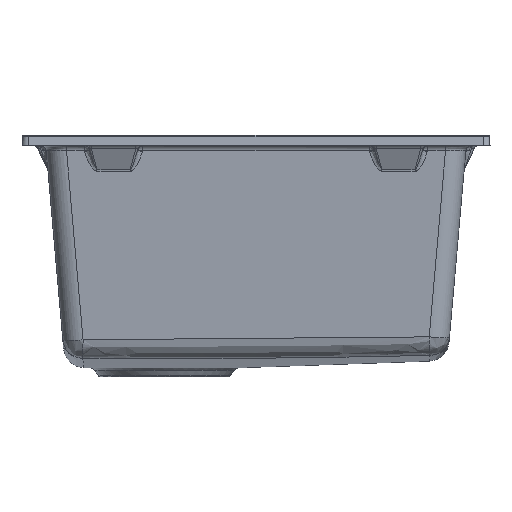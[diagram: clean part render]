
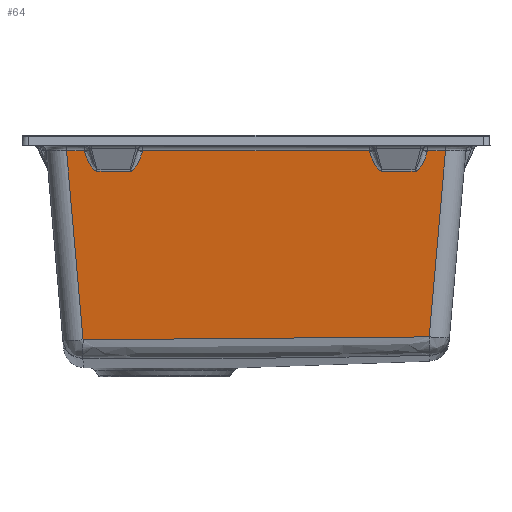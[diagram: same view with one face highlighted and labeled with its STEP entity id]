
A CAD part, left-side view. The second image highlights one B-rep face of the part: STEP entity #64.
In plain terms, the highlighted planar face has unit normal (-0.996, 0, -0.087).
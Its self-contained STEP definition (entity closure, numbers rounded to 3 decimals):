
#64=ADVANCED_FACE('',(#305),#3283,.T.);
#305=FACE_OUTER_BOUND('',#547,.T.);
#547=EDGE_LOOP('',(#949,#950,#951,#952,#953,#954,#955,#956,#957,#958,#959,
#960,#961,#962,#963,#964));
#949=ORIENTED_EDGE('',*,*,#1980,.T.);
#950=ORIENTED_EDGE('',*,*,#2311,.T.);
#951=ORIENTED_EDGE('',*,*,#1981,.T.);
#952=ORIENTED_EDGE('',*,*,#1982,.T.);
#953=ORIENTED_EDGE('',*,*,#1983,.T.);
#954=ORIENTED_EDGE('',*,*,#2305,.T.);
#955=ORIENTED_EDGE('',*,*,#1927,.T.);
#956=ORIENTED_EDGE('',*,*,#2329,.T.);
#957=ORIENTED_EDGE('',*,*,#1984,.T.);
#958=ORIENTED_EDGE('',*,*,#1985,.T.);
#959=ORIENTED_EDGE('',*,*,#1986,.T.);
#960=ORIENTED_EDGE('',*,*,#2323,.T.);
#961=ORIENTED_EDGE('',*,*,#1922,.T.);
#962=ORIENTED_EDGE('',*,*,#2106,.T.);
#963=ORIENTED_EDGE('',*,*,#1987,.T.);
#964=ORIENTED_EDGE('',*,*,#2110,.T.);
#1922=EDGE_CURVE('',#3046,#3047,#2430,.T.);
#1927=EDGE_CURVE('',#3051,#3052,#2433,.T.);
#1980=EDGE_CURVE('',#3119,#3120,#2466,.T.);
#1981=EDGE_CURVE('',#3121,#3122,#2701,.T.);
#1982=EDGE_CURVE('',#3122,#3123,#2467,.T.);
#1983=EDGE_CURVE('',#3123,#3124,#2702,.T.);
#1984=EDGE_CURVE('',#3125,#3126,#2703,.T.);
#1985=EDGE_CURVE('',#3126,#3127,#2468,.T.);
#1986=EDGE_CURVE('',#3127,#3128,#2704,.T.);
#1987=EDGE_CURVE('',#3129,#3130,#2469,.T.);
#2106=EDGE_CURVE('',#3047,#3129,#2516,.T.);
#2110=EDGE_CURVE('',#3130,#3119,#2519,.T.);
#2305=EDGE_CURVE('',#3124,#3051,#2600,.T.);
#2311=EDGE_CURVE('',#3120,#3121,#2602,.T.);
#2323=EDGE_CURVE('',#3128,#3046,#2606,.T.);
#2329=EDGE_CURVE('',#3052,#3125,#2608,.T.);
#2430=B_SPLINE_CURVE_WITH_KNOTS('',1,(#8866,#8867),.UNSPECIFIED.,.F.,.F.,
(2,2),(-17.659,0.),.UNSPECIFIED.);
#2433=B_SPLINE_CURVE_WITH_KNOTS('',1,(#8883,#8884),.UNSPECIFIED.,.F.,.F.,
(2,2),(-222.816,0.),.UNSPECIFIED.);
#2466=B_SPLINE_CURVE_WITH_KNOTS('',1,(#9081,#9082),.UNSPECIFIED.,.F.,.F.,
(2,2),(0.,17.659),.UNSPECIFIED.);
#2467=B_SPLINE_CURVE_WITH_KNOTS('',1,(#9087,#9088),.UNSPECIFIED.,.F.,.F.,
(2,2),(0.,32.596),.UNSPECIFIED.);
#2468=B_SPLINE_CURVE_WITH_KNOTS('',1,(#9097,#9098),.UNSPECIFIED.,.F.,.F.,
(2,2),(0.,32.596),.UNSPECIFIED.);
#2469=B_SPLINE_CURVE_WITH_KNOTS('',3,(#9103,#9104,#9105,#9106,#9107,#9108,
#9109,#9110),.UNSPECIFIED.,.F.,.F.,(4,2,2,4),(0.,85.075,170.149,
340.298),.UNSPECIFIED.);
#2516=B_SPLINE_CURVE_WITH_KNOTS('',1,(#9583,#9584),.UNSPECIFIED.,.F.,.F.,
(2,2),(-187.024,0.),.UNSPECIFIED.);
#2519=B_SPLINE_CURVE_WITH_KNOTS('',1,(#9592,#9593),.UNSPECIFIED.,.F.,.F.,
(2,2),(-184.177,0.),.UNSPECIFIED.);
#2600=B_SPLINE_CURVE_WITH_KNOTS('',1,(#10256,#10257),.UNSPECIFIED.,.F.,
 .F.,(2,2),(-0.642,0.),.UNSPECIFIED.);
#2602=B_SPLINE_CURVE_WITH_KNOTS('',1,(#10274,#10275),.UNSPECIFIED.,.F.,
 .F.,(2,2),(-0.642,0.),.UNSPECIFIED.);
#2606=B_SPLINE_CURVE_WITH_KNOTS('',1,(#10308,#10309),.UNSPECIFIED.,.F.,
 .F.,(2,2),(-0.642,0.),.UNSPECIFIED.);
#2608=B_SPLINE_CURVE_WITH_KNOTS('',1,(#10326,#10327),.UNSPECIFIED.,.F.,
 .F.,(2,2),(-0.642,0.),.UNSPECIFIED.);
#2701=(
BOUNDED_CURVE()
B_SPLINE_CURVE(3,(#9083,#9084,#9085,#9086),.UNSPECIFIED.,.F.,.F.)
B_SPLINE_CURVE_WITH_KNOTS((4,4),(0.,25.466),.UNSPECIFIED.)
CURVE()
GEOMETRIC_REPRESENTATION_ITEM()
RATIONAL_B_SPLINE_CURVE((1.,0.83,0.83,1.))
REPRESENTATION_ITEM('')
);
#2702=(
BOUNDED_CURVE()
B_SPLINE_CURVE(3,(#9089,#9090,#9091,#9092),.UNSPECIFIED.,.F.,.F.)
B_SPLINE_CURVE_WITH_KNOTS((4,4),(0.,25.466),.UNSPECIFIED.)
CURVE()
GEOMETRIC_REPRESENTATION_ITEM()
RATIONAL_B_SPLINE_CURVE((1.,0.83,0.83,1.))
REPRESENTATION_ITEM('')
);
#2703=(
BOUNDED_CURVE()
B_SPLINE_CURVE(3,(#9093,#9094,#9095,#9096),.UNSPECIFIED.,.F.,.F.)
B_SPLINE_CURVE_WITH_KNOTS((4,4),(0.,25.466),.UNSPECIFIED.)
CURVE()
GEOMETRIC_REPRESENTATION_ITEM()
RATIONAL_B_SPLINE_CURVE((1.,0.83,0.83,1.))
REPRESENTATION_ITEM('')
);
#2704=(
BOUNDED_CURVE()
B_SPLINE_CURVE(3,(#9099,#9100,#9101,#9102),.UNSPECIFIED.,.F.,.F.)
B_SPLINE_CURVE_WITH_KNOTS((4,4),(0.,25.466),.UNSPECIFIED.)
CURVE()
GEOMETRIC_REPRESENTATION_ITEM()
RATIONAL_B_SPLINE_CURVE((1.,0.83,0.83,1.))
REPRESENTATION_ITEM('')
);
#3046=VERTEX_POINT('',#8418);
#3047=VERTEX_POINT('',#8419);
#3051=VERTEX_POINT('',#8423);
#3052=VERTEX_POINT('',#8424);
#3119=VERTEX_POINT('',#8491);
#3120=VERTEX_POINT('',#8492);
#3121=VERTEX_POINT('',#8493);
#3122=VERTEX_POINT('',#8494);
#3123=VERTEX_POINT('',#8495);
#3124=VERTEX_POINT('',#8496);
#3125=VERTEX_POINT('',#8497);
#3126=VERTEX_POINT('',#8498);
#3127=VERTEX_POINT('',#8499);
#3128=VERTEX_POINT('',#8500);
#3129=VERTEX_POINT('',#8501);
#3130=VERTEX_POINT('',#8502);
#3283=PLANE('',#3553);
#3553=AXIS2_PLACEMENT_3D('',#4521,#3677,$);
#3677=DIRECTION('',(-0.996,0.,-0.087));
#4521=CARTESIAN_POINT('',(-367.802,104.731,3.119));
#8418=CARTESIAN_POINT('',(-366.175,49.822,-15.477));
#8419=CARTESIAN_POINT('',(-366.175,67.481,-15.477));
#8423=CARTESIAN_POINT('',(-366.175,-230.178,-15.477));
#8424=CARTESIAN_POINT('',(-366.175,-7.362,-15.477));
#8491=CARTESIAN_POINT('',(-366.175,-305.021,-15.477));
#8492=CARTESIAN_POINT('',(-366.175,-287.362,-15.477));
#8493=CARTESIAN_POINT('',(-366.121,-287.197,-16.095));
#8494=CARTESIAN_POINT('',(-364.418,-275.068,-35.55));
#8495=CARTESIAN_POINT('',(-364.418,-242.472,-35.55));
#8496=CARTESIAN_POINT('',(-366.121,-230.343,-16.095));
#8497=CARTESIAN_POINT('',(-366.121,-7.197,-16.095));
#8498=CARTESIAN_POINT('',(-364.418,4.932,-35.55));
#8499=CARTESIAN_POINT('',(-364.418,37.528,-35.55));
#8500=CARTESIAN_POINT('',(-366.121,49.657,-16.095));
#8501=CARTESIAN_POINT('',(-349.936,51.242,-201.086));
#8502=CARTESIAN_POINT('',(-350.183,-289.029,-198.261));
#8866=CARTESIAN_POINT('',(-366.175,49.822,-15.477));
#8867=CARTESIAN_POINT('',(-366.175,67.481,-15.477));
#8883=CARTESIAN_POINT('',(-366.175,-230.178,-15.477));
#8884=CARTESIAN_POINT('',(-366.175,-7.362,-15.477));
#9081=CARTESIAN_POINT('',(-366.175,-305.021,-15.477));
#9082=CARTESIAN_POINT('',(-366.175,-287.362,-15.477));
#9083=CARTESIAN_POINT('',(-366.121,-287.197,-16.095));
#9084=CARTESIAN_POINT('',(-365.102,-284.077,-27.735));
#9085=CARTESIAN_POINT('',(-364.418,-279.206,-35.55));
#9086=CARTESIAN_POINT('',(-364.418,-275.068,-35.55));
#9087=CARTESIAN_POINT('',(-364.418,-275.068,-35.55));
#9088=CARTESIAN_POINT('',(-364.418,-242.472,-35.55));
#9089=CARTESIAN_POINT('',(-364.418,-242.472,-35.55));
#9090=CARTESIAN_POINT('',(-364.418,-238.334,-35.55));
#9091=CARTESIAN_POINT('',(-365.102,-233.463,-27.735));
#9092=CARTESIAN_POINT('',(-366.121,-230.343,-16.095));
#9093=CARTESIAN_POINT('',(-366.121,-7.197,-16.095));
#9094=CARTESIAN_POINT('',(-365.102,-4.077,-27.735));
#9095=CARTESIAN_POINT('',(-364.418,0.794,-35.55));
#9096=CARTESIAN_POINT('',(-364.418,4.932,-35.55));
#9097=CARTESIAN_POINT('',(-364.418,4.932,-35.55));
#9098=CARTESIAN_POINT('',(-364.418,37.528,-35.55));
#9099=CARTESIAN_POINT('',(-364.418,37.528,-35.55));
#9100=CARTESIAN_POINT('',(-364.418,41.666,-35.55));
#9101=CARTESIAN_POINT('',(-365.102,46.537,-27.735));
#9102=CARTESIAN_POINT('',(-366.121,49.657,-16.095));
#9103=CARTESIAN_POINT('',(-349.936,51.242,-201.086));
#9104=CARTESIAN_POINT('',(-349.915,22.882,-201.32));
#9105=CARTESIAN_POINT('',(-349.905,-5.477,-201.435));
#9106=CARTESIAN_POINT('',(-349.908,-62.192,-201.404));
#9107=CARTESIAN_POINT('',(-349.921,-90.549,-201.259));
#9108=CARTESIAN_POINT('',(-349.989,-175.616,-200.474));
#9109=CARTESIAN_POINT('',(-350.076,-232.324,-199.489));
#9110=CARTESIAN_POINT('',(-350.183,-289.029,-198.261));
#9583=CARTESIAN_POINT('',(-366.175,67.481,-15.477));
#9584=CARTESIAN_POINT('',(-349.936,51.242,-201.086));
#9592=CARTESIAN_POINT('',(-350.183,-289.029,-198.261));
#9593=CARTESIAN_POINT('',(-366.175,-305.021,-15.477));
#10256=CARTESIAN_POINT('',(-366.121,-230.343,-16.095));
#10257=CARTESIAN_POINT('',(-366.175,-230.178,-15.477));
#10274=CARTESIAN_POINT('',(-366.175,-287.362,-15.477));
#10275=CARTESIAN_POINT('',(-366.121,-287.197,-16.095));
#10308=CARTESIAN_POINT('',(-366.121,49.657,-16.095));
#10309=CARTESIAN_POINT('',(-366.175,49.822,-15.477));
#10326=CARTESIAN_POINT('',(-366.175,-7.362,-15.477));
#10327=CARTESIAN_POINT('',(-366.121,-7.197,-16.095));
